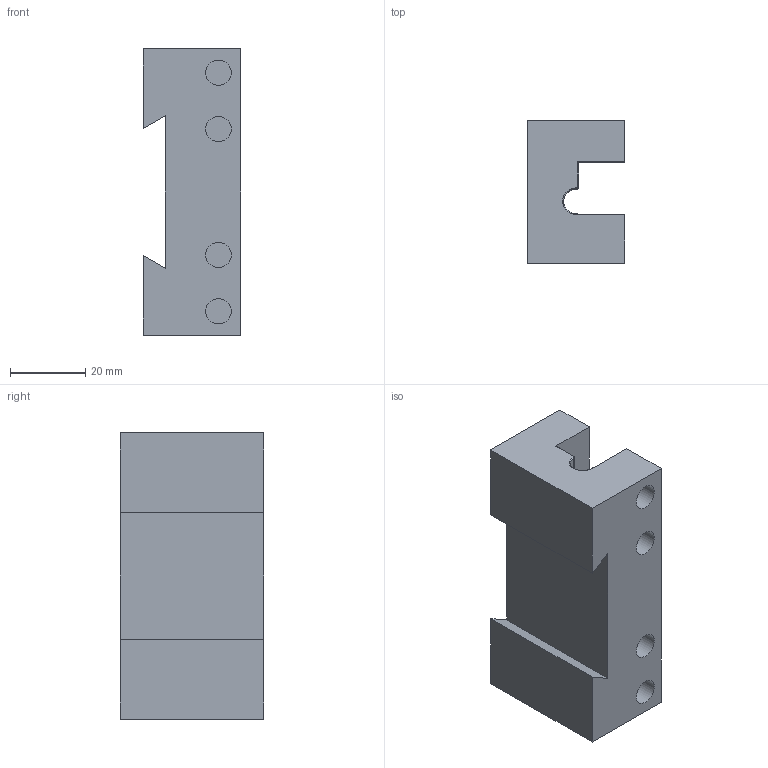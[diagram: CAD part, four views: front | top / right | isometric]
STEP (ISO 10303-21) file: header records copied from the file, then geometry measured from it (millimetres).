
FILE_DESCRIPTION(/* description */ (''),/* implementation_level */ '2;1');
FILE_NAME(/* name */ 'PulleyAssembly.AXA_Holder.step',/* time_stamp */ '2020-09-18T12:46:20-07:00',/* author */ (''),/* organization */ (''),/* preprocessor_version */ 'ST-DEVELOPER v18.1',/* originating_system */ 'Autodesk Translation Framework v9.3.0.1241',/* authorisation */ '');
FILE_SCHEMA (('AUTOMOTIVE_DESIGN { 1 0 10303 214 3 1 1 }'));
Length unit declared in the file: inch
Products named in the file (1): AXA_Holder
Bounding box: 26 x 38.1 x 76.2 mm (x, y, z)
Volume: 50361.1 mm3; surface area: 14741.6 mm2
Topology: 1 solids, 1 shells, 35 faces, 89 edges, 56 vertices
Faces by surface type: plane 16, cylinder 13, torus 6
Full cylindrical faces by diameter (mm): 6.78 x4
Entity records: 1120 total; most frequent: CARTESIAN_POINT 199, DIRECTION 191, ORIENTED_EDGE 178, EDGE_CURVE 89, AXIS2_PLACEMENT_3D 68, VERTEX_POINT 56, LINE 55, VECTOR 55
